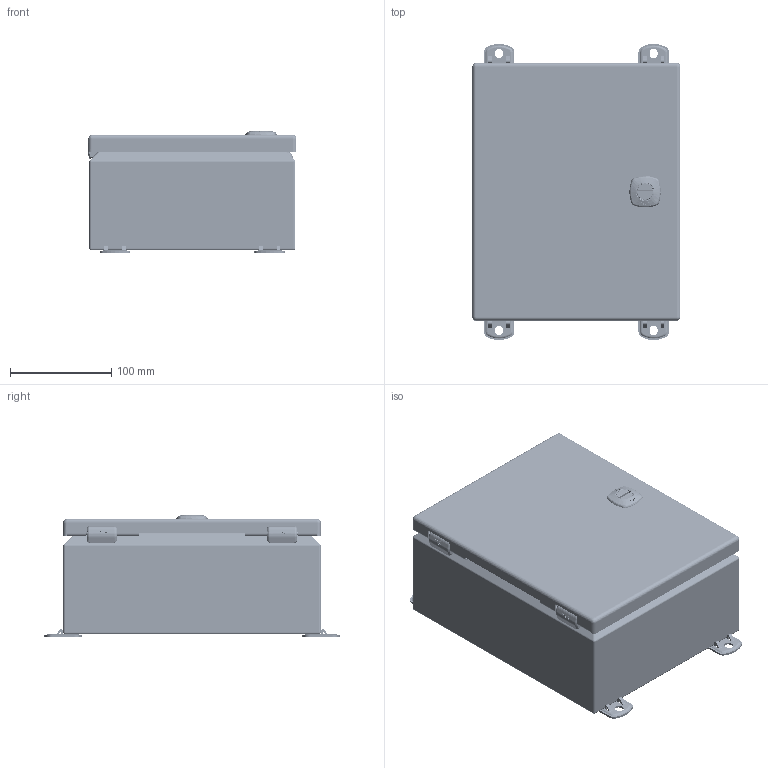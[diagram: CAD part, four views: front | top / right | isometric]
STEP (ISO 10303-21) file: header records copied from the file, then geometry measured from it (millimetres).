
FILE_DESCRIPTION(/* description */ ('5412ESSM 10" x 8" x 4" Assembly'),/* implementation_level */ '2;1');
FILE_NAME(/* name */ '5412ESSM100804.stp',/* time_stamp */ '2025-06-23T19:12:07-04:00',/* author */ ('BoxCad'),/* organization */ (''),/* preprocessor_version */ 'ST-DEVELOPER v20',/* originating_system */ 'Autodesk Inventor 2024',/* authorisation */ '');
FILE_SCHEMA (('AUTOMOTIVE_DESIGN { 1 0 10303 214 3 1 1 }'));
Products named in the file (44): 5412ESSM100804; 5412ESSM100804B; 5412ESSM100804B-P; STK-Q-08500; STK-Q-00200-1; STK-Q-00200-P; STK-Q-00200-N; STK-Q-08112-1; STK-Q-08112-A; STK-Q-08112-B; RIVET_NUT_SS_M6_FH_CE; 880SP1008G; 880SP1008G-P; 5412ESSM100804AK; 5412ESSM100804MF_AK; 885ESSCHMF-FEET; STK-Q-03075; 5412ESSM100804C; 5412ESSM100804C-P; 5412ESSM100804G; STK-A-33038-1; STK-A-33038-2; STK-Q-33038-B; STK-Q-33033-S; STANDOFF_SS_M6 x 10mm; STK-S-00100; STK-K-12590; STK-Q-70621; STK-Q-70631; STK-Q-78145; STK-Q-03200; STK-Q-78125; STK-Q-90390; STK-Q-78160; STK-Q-78141; STK-A-08126-3; STK-Q-08110_3; STK-A-08126-4; STK-Q-10258; STK-Q-10258-A ...
Assembly tree (65 placements, depth 4):
  5412ESSM100804
    5412ESSM100804B
      5412ESSM100804B-P
      STK-Q-08500  x4
      STANDOFF_SS_M6 x 10mm
      STK-Q-00200-1
        STK-Q-00200-P
        STK-Q-00200-N
      STK-Q-08112-1
        STK-Q-08112-A
        STK-Q-08112-B
      RIVET_NUT_SS_M6_FH_CE  x4
    880SP1008G
      880SP1008G-P
    5412ESSM100804AK
      STK-Q-03200  x4
    5412ESSM100804MF_AK
      885ESSCHMF-FEET  x4
      STK-Q-03075  x4
    5412ESSM100804C
      5412ESSM100804C-P
      5412ESSM100804G
      STK-A-33038-1
        STK-Q-33038-B
        STK-Q-33033-S
      STK-A-33038-2
        STK-Q-33038-B
        STK-Q-33033-S
      STANDOFF_SS_M6 x 10mm
      STK-S-00100
      STK-K-12590
        STK-Q-70621
        STK-Q-70631
        STK-Q-78145
        STK-Q-03200
        STK-Q-78125
        STK-Q-90390
        STK-Q-78160
        STK-Q-78141
    STK-A-08126-3
      STK-Q-10258
        STK-Q-10258-A
        STK-Q-10258-B
      STK-Q-08110_3
        STK-Q-08110-A-1
        STK-Q-08110-B
    STK-A-08126-4
      STK-Q-10258
        STK-Q-10258-A
        STK-Q-10258-B
      STK-Q-08110_4
        STK-Q-08110-A-1
        STK-Q-08110-B
Bounding box: 206.02 x 292 x 121.17 mm (x, y, z)
Volume: 429013.7 mm3; surface area: 595149.7 mm2
Topology: 53 solids, 53 shells, 6783 faces, 17349 edges, 10683 vertices
Faces by surface type: plane 3458, bspline 1355, cylinder 1207, torus 435, cone 209, sphere 119
Full cylindrical faces by diameter (mm): 0.762 x6, 0.9 x6, 3 x2, 3.175 x2, 4 x2, 4.2 x2, 4.4 x6, 4.6 x4, 4.9 x17, 5 x8, 5.1 x40, 5.4 x1, 5.537 x2, 5.9 x75, 6 x6, 6.1 x6, 7.62 x2, 7.8 x1, 8.128 x4, 9.6 x1, 10 x7, 12.7 x4, 12.8 x1, 13 x5, 15.9 x1, 16 x1, 19.7 x1, 20.6 x1, 25 x2, 29 x2
Entity records: 129111 total; most frequent: CARTESIAN_POINT 55402, ORIENTED_EDGE 16292, DIRECTION 12597, EDGE_CURVE 8146, VERTEX_POINT 5093, AXIS2_PLACEMENT_3D 4356, LINE 3885, VECTOR 3885
